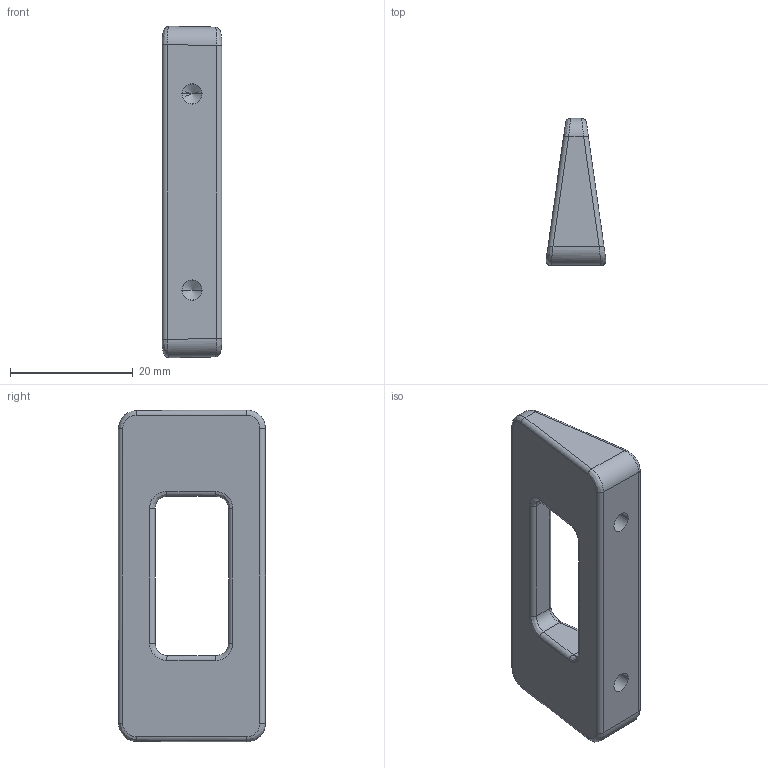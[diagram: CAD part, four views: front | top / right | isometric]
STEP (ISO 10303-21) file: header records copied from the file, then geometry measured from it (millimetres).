
FILE_DESCRIPTION(('Creo Elements/Direct Modeling STEP Export'),'2;1');
FILE_NAME('2394-54.stp','2019-04-02T11:29:03',(''),(''),'Creo Elements/Direct Modeling STEP processor for AP214 (Solid Model)','Creo Elements/Direct Modeling 20.0 12-Nov-2016 (C) Parametric Technology GmbH','');
FILE_SCHEMA(('AUTOMOTIVE_DESIGN { 1 0 10303 214 1 1 1 1 }'));
Length unit declared in the file: millimetre
Products named in the file (2): 2394-54
Assembly tree (1 placements, depth 2):
  2394-54
    2394-54
Bounding box: 9.76 x 23.99 x 54.08 mm (x, y, z)
Volume: 6199.4 mm3; surface area: 3495.4 mm2
Topology: 1 solids, 1 shells, 64 faces, 144 edges, 82 vertices
Faces by surface type: cylinder 32, bspline 16, plane 12, cone 4
Entity records: 2993 total; most frequent: CARTESIAN_POINT 1768, ORIENTED_EDGE 280, DIRECTION 176, EDGE_CURVE 140, VERTEX_POINT 82, EDGE_LOOP 70, FACE_OUTER_BOUND 64, ADVANCED_FACE 64
